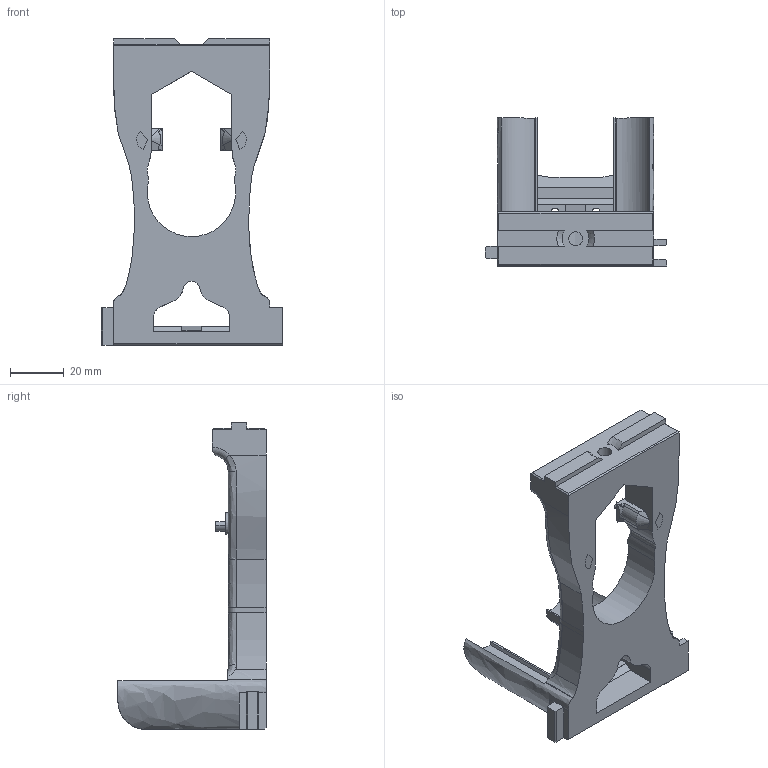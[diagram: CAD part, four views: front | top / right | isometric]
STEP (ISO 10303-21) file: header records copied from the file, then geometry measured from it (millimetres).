
FILE_DESCRIPTION(/* description */ (''),/* implementation_level */ '2;1');
FILE_NAME(/* name */ 'Tapchanger Rapid Burner Dock.step',/* time_stamp */ '2024-01-03T13:34:24+10:30',/* author */ (''),/* organization */ (''),/* preprocessor_version */ 'ST-DEVELOPER v20',/* originating_system */ 'Autodesk Translation Framework v12.14.0.127',/* authorisation */ '');
FILE_SCHEMA (('AUTOMOTIVE_DESIGN { 1 0 10303 214 3 1 1 }'));
Length unit declared in the file: millimetre
Products named in the file (3): Tapchanger-All v3.1 rapid burner mount; Dragon_Burner_v8 v14; Doct Top Clip
Assembly tree (2 placements, depth 3):
  Tapchanger-All v3.1 rapid burner mount
    Dragon_Burner_v8 v14
      Doct Top Clip
Bounding box: 67.3 x 55.01 x 113.89 mm (x, y, z)
Volume: 69861 mm3; surface area: 22757.1 mm2
Topology: 1 solids, 1 shells, 199 faces, 556 edges, 363 vertices
Faces by surface type: plane 113, cylinder 39, bspline 33, cone 10, torus 4
Full cylindrical faces by diameter (mm): 2.8 x4, 5.2 x1, 10 x1
Entity records: 7903 total; most frequent: CARTESIAN_POINT 2861, ORIENTED_EDGE 1112, DIRECTION 930, EDGE_CURVE 556, VERTEX_POINT 363, LINE 348, VECTOR 348, AXIS2_PLACEMENT_3D 291
